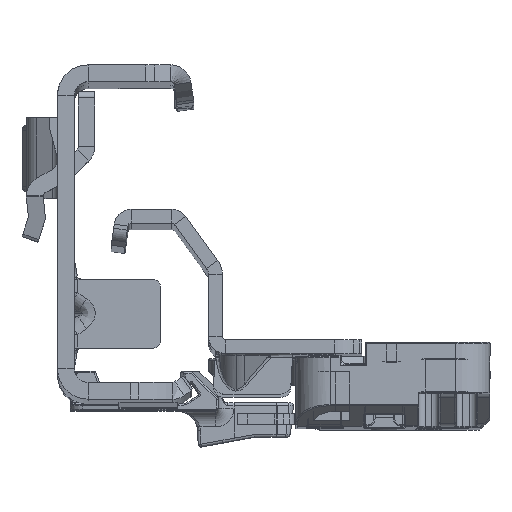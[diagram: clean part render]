
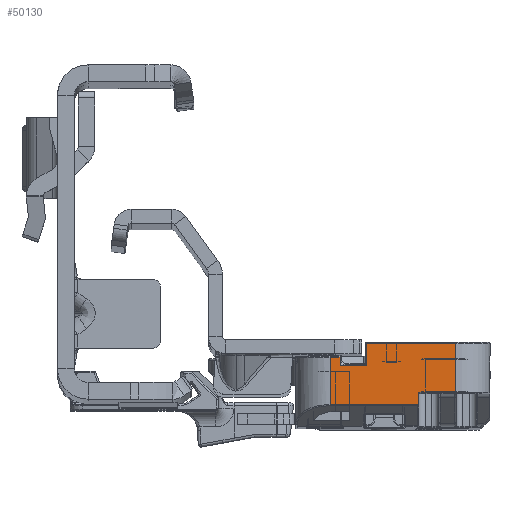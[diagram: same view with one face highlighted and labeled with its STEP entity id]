
A CAD part, top view. The second image highlights one B-rep face of the part: STEP entity #50130.
In plain terms, the highlighted face is planar.
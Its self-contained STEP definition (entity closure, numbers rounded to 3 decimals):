
#2038 = ORIENTED_EDGE ( 'NONE', *, *, #77754, .T. ) ;
#3062 = ORIENTED_EDGE ( 'NONE', *, *, #97614, .T. ) ;
#3914 = VECTOR ( 'NONE', #126248, 1000. ) ;
#5262 = VERTEX_POINT ( 'NONE', #91161 ) ;
#6248 = EDGE_CURVE ( 'NONE', #35435, #35793, #8220, .T. ) ;
#6263 = CARTESIAN_POINT ( 'NONE',  ( -8.291, -6.749, -284.5 ) ) ;
#7323 = CARTESIAN_POINT ( 'NONE',  ( -8.273, -6.785, -284.5 ) ) ;
#8220 = LINE ( 'NONE', #37814, #111748 ) ;
#9056 = ORIENTED_EDGE ( 'NONE', *, *, #61596, .T. ) ;
#10987 = CARTESIAN_POINT ( 'NONE',  ( -13.7, -5., -284.5 ) ) ;
#11115 = FACE_OUTER_BOUND ( 'NONE', #52575, .T. ) ;
#13328 = CARTESIAN_POINT ( 'NONE',  ( -0.75, -1.15, -284.5 ) ) ;
#14157 = LINE ( 'NONE', #53466, #101502 ) ;
#14497 = VERTEX_POINT ( 'NONE', #23263 ) ;
#15418 = VECTOR ( 'NONE', #60276, 1000. ) ;
#17294 = AXIS2_PLACEMENT_3D ( 'NONE', #80630, #32987, #100600 ) ;
#20798 = PLANE ( 'NONE',  #17294 ) ;
#23263 = CARTESIAN_POINT ( 'NONE',  ( 4.6, -6.785, -284.5 ) ) ;
#24594 = VECTOR ( 'NONE', #71214, 1000. ) ;
#26206 = CARTESIAN_POINT ( 'NONE',  ( 3.15, -1.15, -284.5 ) ) ;
#27474 = EDGE_CURVE ( 'NONE', #5262, #102947, #86261, .T. ) ;
#27702 = VECTOR ( 'NONE', #83610, 1000. ) ;
#31976 = LINE ( 'NONE', #100871, #15418 ) ;
#32987 = DIRECTION ( 'NONE',  ( 0., 0., 1. ) ) ;
#35236 = CARTESIAN_POINT ( 'NONE',  ( -8.273, -6.785, -284.5 ) ) ;
#35435 = VERTEX_POINT ( 'NONE', #10987 ) ;
#35504 = VECTOR ( 'NONE', #54064, 1000. ) ;
#35793 = VERTEX_POINT ( 'NONE', #88750 ) ;
#37403 = CARTESIAN_POINT ( 'NONE',  ( 19.8, -1.15, -284.5 ) ) ;
#37814 = CARTESIAN_POINT ( 'NONE',  ( -8.3, -5., -284.5 ) ) ;
#38674 = LINE ( 'NONE', #37403, #3914 ) ;
#40933 = ORIENTED_EDGE ( 'NONE', *, *, #74091, .F. ) ;
#41166 = VECTOR ( 'NONE', #47621, 1000. ) ;
#41784 =( BOUNDED_CURVE ( )  B_SPLINE_CURVE ( 3, ( #35236, #6263, #84161, #74488 ),
 .UNSPECIFIED., .F., .T. ) 
 B_SPLINE_CURVE_WITH_KNOTS ( ( 4, 4 ),
 ( 1.047, 1.571 ),
 .UNSPECIFIED. ) 
 CURVE ( )  GEOMETRIC_REPRESENTATION_ITEM ( )  RATIONAL_B_SPLINE_CURVE ( ( 1., 0.977, 0.977, 1. ) ) 
 REPRESENTATION_ITEM ( '' )  );
#42866 = LINE ( 'NONE', #91795, #24594 ) ;
#45121 = ORIENTED_EDGE ( 'NONE', *, *, #121897, .T. ) ;
#46818 = CARTESIAN_POINT ( 'NONE',  ( -13.7, 2.1, -284.5 ) ) ;
#46894 = EDGE_CURVE ( 'NONE', #14497, #78193, #95257, .T. ) ;
#47621 = DIRECTION ( 'NONE',  ( 0., -1., 0. ) ) ;
#47830 = EDGE_CURVE ( 'NONE', #14497, #57176, #14157, .T. ) ;
#48199 = LINE ( 'NONE', #68137, #95093 ) ;
#50130 = ADVANCED_FACE ( 'NONE', ( #11115 ), #20798, .F. ) ;
#50920 = CIRCLE ( 'NONE', #102294, 0.2 ) ;
#52318 = CARTESIAN_POINT ( 'NONE',  ( -8.3, -5.2, -284.5 ) ) ;
#52575 = EDGE_LOOP ( 'NONE', ( #104400, #123447, #2038, #79926, #125013, #3062, #40933, #9056, #119829, #87907, #45121, #100170 ) ) ;
#53466 = CARTESIAN_POINT ( 'NONE',  ( -8.3, -6.785, -284.5 ) ) ;
#54064 = DIRECTION ( 'NONE',  ( 0., 1., 0. ) ) ;
#56354 = EDGE_CURVE ( 'NONE', #35435, #60089, #56547, .T. ) ;
#56547 = LINE ( 'NONE', #95837, #126133 ) ;
#57176 = VERTEX_POINT ( 'NONE', #7323 ) ;
#58760 = CARTESIAN_POINT ( 'NONE',  ( -8.3, -6.669, -284.5 ) ) ;
#60089 = VERTEX_POINT ( 'NONE', #46818 ) ;
#60276 = DIRECTION ( 'NONE',  ( 0., 1., 0. ) ) ;
#60762 = DIRECTION ( 'NONE',  ( 0., 0., 1. ) ) ;
#61596 = EDGE_CURVE ( 'NONE', #119167, #35793, #50920, .T. ) ;
#68137 = CARTESIAN_POINT ( 'NONE',  ( 4.6, 0.1, -284.5 ) ) ;
#71214 = DIRECTION ( 'NONE',  ( 1., 0., 0. ) ) ;
#71497 = DIRECTION ( 'NONE',  ( -1., 0., 0. ) ) ;
#74091 = EDGE_CURVE ( 'NONE', #119167, #83502, #103577, .T. ) ;
#74488 = CARTESIAN_POINT ( 'NONE',  ( -8.3, -6.669, -284.5 ) ) ;
#77754 = EDGE_CURVE ( 'NONE', #98888, #78193, #48199, .T. ) ;
#78193 = VERTEX_POINT ( 'NONE', #125953 ) ;
#79466 = CARTESIAN_POINT ( 'NONE',  ( -8.5, -5.2, -284.5 ) ) ;
#79926 = ORIENTED_EDGE ( 'NONE', *, *, #46894, .F. ) ;
#80469 = EDGE_CURVE ( 'NONE', #103075, #98888, #31976, .T. ) ;
#80630 = CARTESIAN_POINT ( 'NONE',  ( 19.8, 2.6, -284.5 ) ) ;
#83502 = VERTEX_POINT ( 'NONE', #58760 ) ;
#83610 = DIRECTION ( 'NONE',  ( 0., -1., 0. ) ) ;
#84161 = CARTESIAN_POINT ( 'NONE',  ( -8.3, -6.71, -284.5 ) ) ;
#86261 = LINE ( 'NONE', #125543, #41166 ) ;
#87907 = ORIENTED_EDGE ( 'NONE', *, *, #56354, .T. ) ;
#88750 = CARTESIAN_POINT ( 'NONE',  ( -8.5, -5., -284.5 ) ) ;
#91161 = CARTESIAN_POINT ( 'NONE',  ( -0.75, 2.1, -284.5 ) ) ;
#91653 = DIRECTION ( 'NONE',  ( 1., 0., 0. ) ) ;
#91795 = CARTESIAN_POINT ( 'NONE',  ( -0.7, 2.1, -284.5 ) ) ;
#92640 = CARTESIAN_POINT ( 'NONE',  ( -8.3, 0., -284.5 ) ) ;
#95093 = VECTOR ( 'NONE', #126110, 1000. ) ;
#95257 = LINE ( 'NONE', #124875, #35504 ) ;
#95837 = CARTESIAN_POINT ( 'NONE',  ( -13.7, 2., -284.5 ) ) ;
#96428 = DIRECTION ( 'NONE',  ( 1., 0., 0. ) ) ;
#97614 = EDGE_CURVE ( 'NONE', #57176, #83502, #41784, .T. ) ;
#98888 = VERTEX_POINT ( 'NONE', #115132 ) ;
#100170 = ORIENTED_EDGE ( 'NONE', *, *, #27474, .T. ) ;
#100600 = DIRECTION ( 'NONE',  ( 1., 0., 0. ) ) ;
#100871 = CARTESIAN_POINT ( 'NONE',  ( 3.15, 0.1, -284.5 ) ) ;
#101502 = VECTOR ( 'NONE', #71497, 1000. ) ;
#102294 = AXIS2_PLACEMENT_3D ( 'NONE', #79466, #60762, #91653 ) ;
#102947 = VERTEX_POINT ( 'NONE', #13328 ) ;
#103075 = VERTEX_POINT ( 'NONE', #26206 ) ;
#103577 = LINE ( 'NONE', #92640, #27702 ) ;
#104400 = ORIENTED_EDGE ( 'NONE', *, *, #111751, .T. ) ;
#111748 = VECTOR ( 'NONE', #96428, 1000. ) ;
#111751 = EDGE_CURVE ( 'NONE', #102947, #103075, #38674, .T. ) ;
#115132 = CARTESIAN_POINT ( 'NONE',  ( 3.15, 0.1, -284.5 ) ) ;
#119167 = VERTEX_POINT ( 'NONE', #52318 ) ;
#119829 = ORIENTED_EDGE ( 'NONE', *, *, #6248, .F. ) ;
#121897 = EDGE_CURVE ( 'NONE', #60089, #5262, #42866, .T. ) ;
#123447 = ORIENTED_EDGE ( 'NONE', *, *, #80469, .T. ) ;
#124178 = DIRECTION ( 'NONE',  ( 0., 1., 0. ) ) ;
#124875 = CARTESIAN_POINT ( 'NONE',  ( 4.6, -242.444, -284.5 ) ) ;
#125013 = ORIENTED_EDGE ( 'NONE', *, *, #47830, .T. ) ;
#125543 = CARTESIAN_POINT ( 'NONE',  ( -0.75, -0.9, -284.5 ) ) ;
#125953 = CARTESIAN_POINT ( 'NONE',  ( 4.6, 0.1, -284.5 ) ) ;
#126110 = DIRECTION ( 'NONE',  ( 1., 0., 0. ) ) ;
#126133 = VECTOR ( 'NONE', #124178, 1000. ) ;
#126248 = DIRECTION ( 'NONE',  ( 1., 0., 0. ) ) ;
